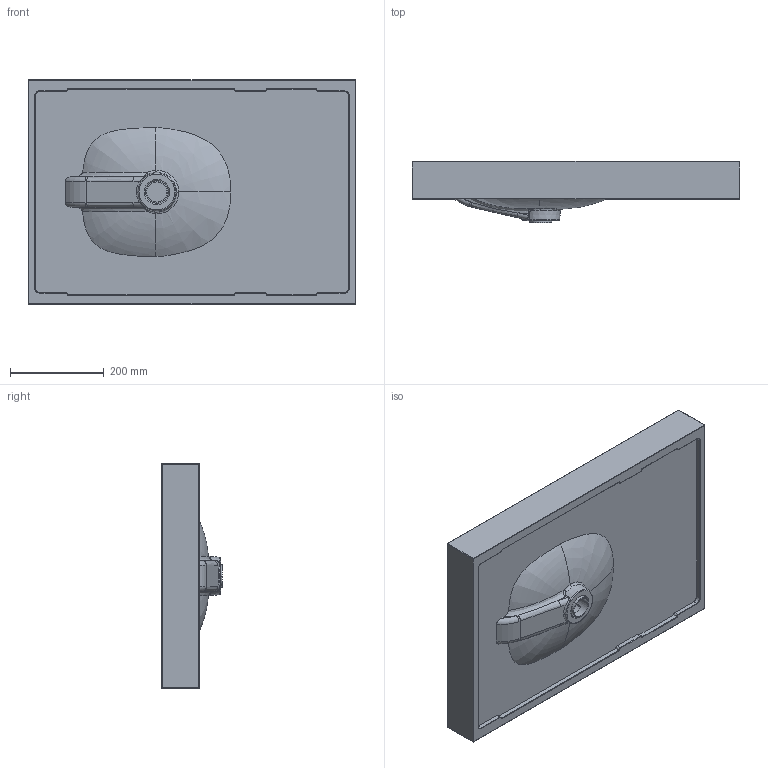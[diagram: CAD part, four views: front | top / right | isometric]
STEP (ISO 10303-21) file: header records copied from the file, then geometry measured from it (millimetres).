
FILE_DESCRIPTION((''),'2;1');
FILE_NAME('700_C_RENDER_ASM','2020-10-22T16:32:45',('ipelchen'),(''),'CREO PARAMETRIC BY PTC INC, 2018190','CREO PARAMETRIC BY PTC INC, 2018190','');
FILE_SCHEMA(('CONFIG_CONTROL_DESIGN'));
Length unit declared in the file: millimetre
Products named in the file (6): KADO_LUSSI_700_C_LIGHT; KADOLUSSI_WASTE_TESTING_ONLY__; KADOLUSSI_WASTE_TOPSEAL__; KADO_SS_CAP__; KADO_LUSSI_WASTE_ASM_ASM; 700_C_RENDER_ASM
Assembly tree (5 placements, depth 3):
  700_C_RENDER_ASM
    KADO_LUSSI_700_C_LIGHT
    KADO_LUSSI_WASTE_ASM_ASM
      KADOLUSSI_WASTE_TESTING_ONLY__
      KADOLUSSI_WASTE_TOPSEAL__
      KADO_SS_CAP__
Bounding box: 700 x 130 x 480 mm (x, y, z)
Volume: 17802640.4 mm3; surface area: 974797.4 mm2
Topology: 4 solids, 4 shells, 202 faces, 467 edges, 271 vertices
Faces by surface type: bspline 64, cylinder 49, plane 48, torus 16, cone 11, sphere 10, extrusion 4
Entity records: 11648 total; most frequent: CARTESIAN_POINT 7398, ORIENTED_EDGE 930, DIRECTION 755, EDGE_CURVE 465, AXIS2_PLACEMENT_3D 302, VERTEX_POINT 271, EDGE_LOOP 214, FACE_OUTER_BOUND 202
